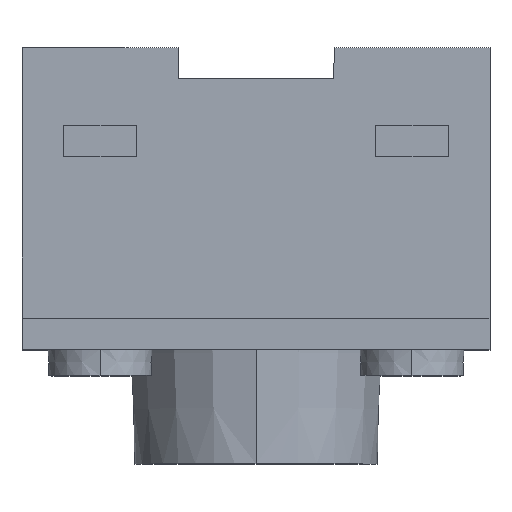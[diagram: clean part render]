
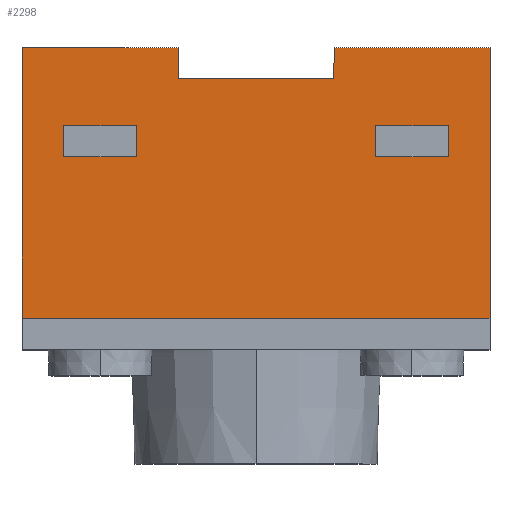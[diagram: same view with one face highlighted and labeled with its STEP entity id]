
A CAD part, top view. The second image highlights one B-rep face of the part: STEP entity #2298.
In plain terms, the highlighted planar face has unit normal (0, 0, 1).
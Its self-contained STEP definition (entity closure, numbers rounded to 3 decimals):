
#110 = EDGE_CURVE ( 'NONE', #130, #113, #2979, .T. ) ;
#113 = VERTEX_POINT ( 'NONE', #2996 ) ;
#130 = VERTEX_POINT ( 'NONE', #3070 ) ;
#578 = DIRECTION ( 'NONE',  ( 0., 1., 0. ) ) ;
#579 = VECTOR ( 'NONE', #578, 1000. ) ;
#580 = CARTESIAN_POINT ( 'NONE',  ( 0.75, 2.75, 4.5 ) ) ;
#586 = LINE ( 'NONE', #580, #579 ) ;
#587 = CARTESIAN_POINT ( 'NONE',  ( 0.75, 2.75, 4.5 ) ) ;
#594 = LINE ( 'NONE', #643, #621 ) ;
#607 = CARTESIAN_POINT ( 'NONE',  ( -1.15, 2., 4.5 ) ) ;
#610 = LINE ( 'NONE', #647, #619 ) ;
#611 = CARTESIAN_POINT ( 'NONE',  ( 0.75, 2.45, 4.5 ) ) ;
#614 = LINE ( 'NONE', #615, #656 ) ;
#615 = CARTESIAN_POINT ( 'NONE',  ( -0.75, 2.75, 4.5 ) ) ;
#618 = DIRECTION ( 'NONE',  ( -1., 0., 0. ) ) ;
#619 = VECTOR ( 'NONE', #618, 1000. ) ;
#620 = DIRECTION ( 'NONE',  ( 1., 0., 0. ) ) ;
#621 = VECTOR ( 'NONE', #620, 1000. ) ;
#622 = DIRECTION ( 'NONE',  ( 0., -1., 0. ) ) ;
#637 = DIRECTION ( 'NONE',  ( -1., 0., 0. ) ) ;
#638 = VECTOR ( 'NONE', #637, 1000. ) ;
#639 = CARTESIAN_POINT ( 'NONE',  ( -2.25, 2.75, 4.5 ) ) ;
#640 = LINE ( 'NONE', #639, #638 ) ;
#643 = CARTESIAN_POINT ( 'NONE',  ( -0.75, 2.45, 4.5 ) ) ;
#646 = CARTESIAN_POINT ( 'NONE',  ( -0.75, 2.45, 4.5 ) ) ;
#647 = CARTESIAN_POINT ( 'NONE',  ( -2.25, 0.15, 4.5 ) ) ;
#656 = VECTOR ( 'NONE', #622, 1000. ) ;
#663 = CARTESIAN_POINT ( 'NONE',  ( -0.75, 2.75, 4.5 ) ) ;
#666 = DIRECTION ( 'NONE',  ( 1., 0., 0. ) ) ;
#774 = DIRECTION ( 'NONE',  ( 0., -1., 0. ) ) ;
#775 = VECTOR ( 'NONE', #774, 1000. ) ;
#776 = CARTESIAN_POINT ( 'NONE',  ( -1.15, 2.75, 4.5 ) ) ;
#777 = VECTOR ( 'NONE', #666, 1000. ) ;
#778 = CARTESIAN_POINT ( 'NONE',  ( -2.25, 2., 4.5 ) ) ;
#779 = LINE ( 'NONE', #778, #777 ) ;
#780 = LINE ( 'NONE', #776, #775 ) ;
#995 = FACE_OUTER_BOUND ( 'NONE', #2152, .T. ) ;
#996 = FACE_BOUND ( 'NONE', #2384, .T. ) ;
#997 = FACE_BOUND ( 'NONE', #2362, .T. ) ;
#1025 = CARTESIAN_POINT ( 'NONE',  ( -1.15, 1.7, 4.5 ) ) ;
#1050 = CARTESIAN_POINT ( 'NONE',  ( -2.25, 1.7, 4.5 ) ) ;
#1051 = LINE ( 'NONE', #1050, #1095 ) ;
#1067 = DIRECTION ( 'NONE',  ( -1., 0., 0. ) ) ;
#1080 = DIRECTION ( 'NONE',  ( 0., 1., 0. ) ) ;
#1081 = VECTOR ( 'NONE', #1080, 1000. ) ;
#1082 = CARTESIAN_POINT ( 'NONE',  ( -1.85, 2.75, 4.5 ) ) ;
#1083 = CARTESIAN_POINT ( 'NONE',  ( -1.85, 2., 4.5 ) ) ;
#1085 = CARTESIAN_POINT ( 'NONE',  ( -2.25, 2.75, 4.5 ) ) ;
#1086 = CARTESIAN_POINT ( 'NONE',  ( -1.85, 1.7, 4.5 ) ) ;
#1087 = DIRECTION ( 'NONE',  ( 1., 0., 0. ) ) ;
#1088 = VECTOR ( 'NONE', #1087, 1000. ) ;
#1089 = CARTESIAN_POINT ( 'NONE',  ( -2.25, 1.7, 4.5 ) ) ;
#1090 = LINE ( 'NONE', #1089, #1088 ) ;
#1091 = DIRECTION ( 'NONE',  ( 0., 0., -1. ) ) ;
#1092 = AXIS2_PLACEMENT_3D ( 'NONE', #1085, #1091, #1067 ) ;
#1093 = PLANE ( 'NONE',  #1092 ) ;
#1094 = DIRECTION ( 'NONE',  ( 1., 0., 0. ) ) ;
#1095 = VECTOR ( 'NONE', #1094, 1000. ) ;
#1096 = LINE ( 'NONE', #1134, #1133 ) ;
#1097 = CARTESIAN_POINT ( 'NONE',  ( 1.15, 2., 4.5 ) ) ;
#1104 = DIRECTION ( 'NONE',  ( 0., 1., 0. ) ) ;
#1105 = VECTOR ( 'NONE', #1104, 1000. ) ;
#1106 = CARTESIAN_POINT ( 'NONE',  ( 1.15, 2.75, 4.5 ) ) ;
#1107 = LINE ( 'NONE', #1106, #1105 ) ;
#1131 = CARTESIAN_POINT ( 'NONE',  ( 1.85, 2., 4.5 ) ) ;
#1132 = DIRECTION ( 'NONE',  ( 1., 0., 0. ) ) ;
#1133 = VECTOR ( 'NONE', #1132, 1000. ) ;
#1134 = CARTESIAN_POINT ( 'NONE',  ( -2.25, 2., 4.5 ) ) ;
#1135 = LINE ( 'NONE', #1082, #1081 ) ;
#1140 = CARTESIAN_POINT ( 'NONE',  ( -2.25, 2.75, 4.5 ) ) ;
#1147 = CARTESIAN_POINT ( 'NONE',  ( -2.25, 0.15, 4.5 ) ) ;
#1154 = DIRECTION ( 'NONE',  ( 0., -1., 0. ) ) ;
#1155 = VECTOR ( 'NONE', #1154, 1000. ) ;
#1156 = CARTESIAN_POINT ( 'NONE',  ( -2.25, -0.15, 4.5 ) ) ;
#1157 = LINE ( 'NONE', #1156, #1155 ) ;
#1193 = DIRECTION ( 'NONE',  ( 0., -1., 0. ) ) ;
#1194 = VECTOR ( 'NONE', #1193, 1000. ) ;
#1195 = CARTESIAN_POINT ( 'NONE',  ( 1.85, 2.75, 4.5 ) ) ;
#1196 = LINE ( 'NONE', #1195, #1194 ) ;
#1292 = CARTESIAN_POINT ( 'NONE',  ( 1.85, 1.7, 4.5 ) ) ;
#1293 = CARTESIAN_POINT ( 'NONE',  ( 1.15, 1.7, 4.5 ) ) ;
#1310 = CARTESIAN_POINT ( 'NONE',  ( -2.25, 2.75, 4.5 ) ) ;
#1311 = VECTOR ( 'NONE', #1325, 1000. ) ;
#1322 = LINE ( 'NONE', #1310, #1311 ) ;
#1325 = DIRECTION ( 'NONE',  ( -1., 0., 0. ) ) ;
#2152 = EDGE_LOOP ( 'NONE', ( #2418, #2395, #2180, #2154, #2172, #2168, #2396, #2398 ) ) ;
#2153 = VERTEX_POINT ( 'NONE', #587 ) ;
#2154 = ORIENTED_EDGE ( 'NONE', *, *, #2155, .F. ) ;
#2155 = EDGE_CURVE ( 'NONE', #2171, #2153, #586, .T. ) ;
#2156 = ORIENTED_EDGE ( 'NONE', *, *, #2198, .T. ) ;
#2163 = EDGE_CURVE ( 'NONE', #130, #2371, #610, .T. ) ;
#2165 = EDGE_CURVE ( 'NONE', #2173, #2167, #614, .T. ) ;
#2166 = EDGE_CURVE ( 'NONE', #2167, #2171, #594, .T. ) ;
#2167 = VERTEX_POINT ( 'NONE', #646 ) ;
#2168 = ORIENTED_EDGE ( 'NONE', *, *, #2165, .F. ) ;
#2169 = VERTEX_POINT ( 'NONE', #607 ) ;
#2170 = ORIENTED_EDGE ( 'NONE', *, *, #2197, .T. ) ;
#2171 = VERTEX_POINT ( 'NONE', #611 ) ;
#2172 = ORIENTED_EDGE ( 'NONE', *, *, #2166, .F. ) ;
#2173 = VERTEX_POINT ( 'NONE', #663 ) ;
#2180 = ORIENTED_EDGE ( 'NONE', *, *, #2181, .T. ) ;
#2181 = EDGE_CURVE ( 'NONE', #113, #2153, #640, .T. ) ;
#2197 = EDGE_CURVE ( 'NONE', #2169, #2315, #780, .T. ) ;
#2198 = EDGE_CURVE ( 'NONE', #2318, #2169, #779, .T. ) ;
#2298 = ADVANCED_FACE ( 'NONE', ( #997, #996, #995 ), #1093, .F. ) ;
#2299 = ORIENTED_EDGE ( 'NONE', *, *, #2300, .F. ) ;
#2300 = EDGE_CURVE ( 'NONE', #2427, #2428, #1051, .T. ) ;
#2315 = VERTEX_POINT ( 'NONE', #1025 ) ;
#2316 = ORIENTED_EDGE ( 'NONE', *, *, #2317, .T. ) ;
#2317 = EDGE_CURVE ( 'NONE', #2331, #2318, #1135, .T. ) ;
#2318 = VERTEX_POINT ( 'NONE', #1083 ) ;
#2330 = EDGE_CURVE ( 'NONE', #2331, #2315, #1090, .T. ) ;
#2331 = VERTEX_POINT ( 'NONE', #1086 ) ;
#2337 = VERTEX_POINT ( 'NONE', #1097 ) ;
#2338 = ORIENTED_EDGE ( 'NONE', *, *, #2339, .T. ) ;
#2339 = EDGE_CURVE ( 'NONE', #2337, #2340, #1096, .T. ) ;
#2340 = VERTEX_POINT ( 'NONE', #1131 ) ;
#2347 = ORIENTED_EDGE ( 'NONE', *, *, #2348, .T. ) ;
#2348 = EDGE_CURVE ( 'NONE', #2427, #2337, #1107, .T. ) ;
#2362 = EDGE_LOOP ( 'NONE', ( #2299, #2347, #2338, #2382 ) ) ;
#2371 = VERTEX_POINT ( 'NONE', #1147 ) ;
#2373 = EDGE_CURVE ( 'NONE', #2374, #2371, #1157, .T. ) ;
#2374 = VERTEX_POINT ( 'NONE', #1140 ) ;
#2382 = ORIENTED_EDGE ( 'NONE', *, *, #2383, .T. ) ;
#2383 = EDGE_CURVE ( 'NONE', #2340, #2428, #1196, .T. ) ;
#2384 = EDGE_LOOP ( 'NONE', ( #2385, #2316, #2156, #2170 ) ) ;
#2385 = ORIENTED_EDGE ( 'NONE', *, *, #2330, .F. ) ;
#2395 = ORIENTED_EDGE ( 'NONE', *, *, #110, .T. ) ;
#2396 = ORIENTED_EDGE ( 'NONE', *, *, #2397, .T. ) ;
#2397 = EDGE_CURVE ( 'NONE', #2173, #2374, #1322, .T. ) ;
#2398 = ORIENTED_EDGE ( 'NONE', *, *, #2373, .T. ) ;
#2418 = ORIENTED_EDGE ( 'NONE', *, *, #2163, .F. ) ;
#2427 = VERTEX_POINT ( 'NONE', #1293 ) ;
#2428 = VERTEX_POINT ( 'NONE', #1292 ) ;
#2976 = DIRECTION ( 'NONE',  ( 0., 1., 0. ) ) ;
#2977 = VECTOR ( 'NONE', #2976, 1000. ) ;
#2978 = CARTESIAN_POINT ( 'NONE',  ( 2.25, -0.15, 4.5 ) ) ;
#2979 = LINE ( 'NONE', #2978, #2977 ) ;
#2996 = CARTESIAN_POINT ( 'NONE',  ( 2.25, 2.75, 4.5 ) ) ;
#3070 = CARTESIAN_POINT ( 'NONE',  ( 2.25, 0.15, 4.5 ) ) ;
